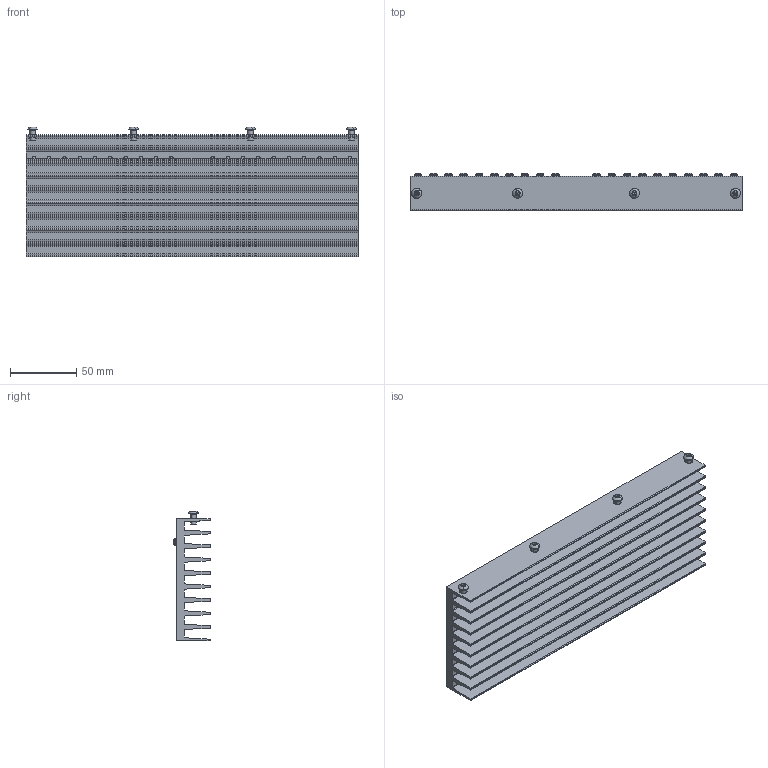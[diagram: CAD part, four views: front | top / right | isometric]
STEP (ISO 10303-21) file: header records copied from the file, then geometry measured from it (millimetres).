
FILE_DESCRIPTION (( 'STEP AP214' ), '1' );
FILE_NAME ('Ðàäèàòîð 26õ92õ250 (ÒÎ-220, ñ âèíòàìè).STEP', '2025-02-07T13:32:46', ( '' ), ( '' ), 'SwSTEP 2.0', 'SolidWorks 2024', '' );
FILE_SCHEMA (( 'AUTOMOTIVE_DESIGN' ));
Length unit declared in the file: millimetre
Products named in the file (1): Радиатор 26х92х250 (ТО-220, с винтами)
Bounding box: 250 x 28.21 x 97.8 mm (x, y, z)
Volume: 271355 mm3; surface area: 148569.3 mm2
Topology: 25 solids, 25 shells, 844 faces, 1994 edges, 1180 vertices
Faces by surface type: plane 422, cylinder 182, cone 144, torus 48, sphere 48
Entity records: 33389 total; most frequent: DIRECTION 4504, CARTESIAN_POINT 3995, ORIENTED_EDGE 3892, EDGE_CURVE 1946, AXIS2_PLACEMENT_3D 1721, VERTEX_POINT 1180, LINE 1062, VECTOR 1062
